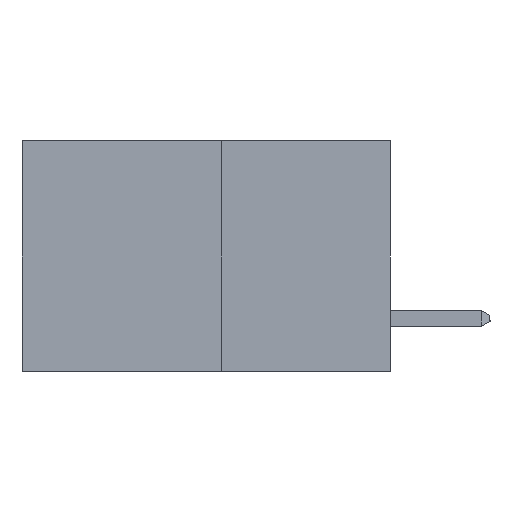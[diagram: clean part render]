
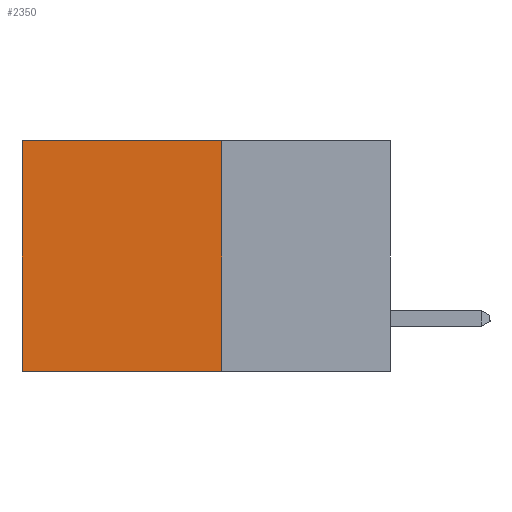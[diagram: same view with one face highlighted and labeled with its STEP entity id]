
A CAD part, left-side view. The second image highlights one B-rep face of the part: STEP entity #2350.
In plain terms, the highlighted planar face has unit normal (-1, 0, 0).
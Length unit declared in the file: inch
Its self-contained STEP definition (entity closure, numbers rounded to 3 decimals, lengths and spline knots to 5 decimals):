
#144 = EDGE_CURVE ( 'NONE', #9796, #6820, #4408, .T. ) ;
#796 = ORIENTED_EDGE ( 'NONE', *, *, #9599, .T. ) ;
#1129 = CARTESIAN_POINT ( 'NONE',  ( 0.277, 0.27, -0.37 ) ) ;
#2225 = CARTESIAN_POINT ( 'NONE',  ( 0.277, 0.27, 0. ) ) ;
#2280 = DIRECTION ( 'NONE',  ( 0., 0., -1. ) ) ;
#2350 = ADVANCED_FACE ( 'NONE', ( #6988 ), #5597, .F. ) ;
#2669 = DIRECTION ( 'NONE',  ( 0., 1., 0. ) ) ;
#3334 = VECTOR ( 'NONE', #6257, 39.37008 ) ;
#4067 = VECTOR ( 'NONE', #11427, 39.37008 ) ;
#4327 = EDGE_CURVE ( 'NONE', #11270, #13262, #7419, .T. ) ;
#4408 = LINE ( 'NONE', #10252, #4067 ) ;
#4513 = CARTESIAN_POINT ( 'NONE',  ( 0.277, 0.27, -0.37 ) ) ;
#5103 = AXIS2_PLACEMENT_3D ( 'NONE', #11598, #11691, #7120 ) ;
#5401 = VECTOR ( 'NONE', #2280, 39.37008 ) ;
#5597 = PLANE ( 'NONE',  #5103 ) ;
#6045 = EDGE_LOOP ( 'NONE', ( #796, #6475, #10876, #11385 ) ) ;
#6193 = LINE ( 'NONE', #10516, #3334 ) ;
#6257 = DIRECTION ( 'NONE',  ( 0., 0., -1. ) ) ;
#6475 = ORIENTED_EDGE ( 'NONE', *, *, #144, .F. ) ;
#6820 = VERTEX_POINT ( 'NONE', #11952 ) ;
#6988 = FACE_OUTER_BOUND ( 'NONE', #6045, .T. ) ;
#7120 = DIRECTION ( 'NONE',  ( 0., 0., -1. ) ) ;
#7419 = LINE ( 'NONE', #13259, #13200 ) ;
#8597 = EDGE_CURVE ( 'NONE', #11270, #9796, #13971, .T. ) ;
#9599 = EDGE_CURVE ( 'NONE', #13262, #6820, #6193, .T. ) ;
#9796 = VERTEX_POINT ( 'NONE', #1129 ) ;
#10252 = CARTESIAN_POINT ( 'NONE',  ( 0.277, 0.27, -0.37 ) ) ;
#10516 = CARTESIAN_POINT ( 'NONE',  ( 0.277, 0.59, -0.37 ) ) ;
#10876 = ORIENTED_EDGE ( 'NONE', *, *, #8597, .F. ) ;
#11270 = VERTEX_POINT ( 'NONE', #2225 ) ;
#11385 = ORIENTED_EDGE ( 'NONE', *, *, #4327, .T. ) ;
#11427 = DIRECTION ( 'NONE',  ( 0., 1., 0. ) ) ;
#11598 = CARTESIAN_POINT ( 'NONE',  ( 0.277, 0.27, -0.37 ) ) ;
#11691 = DIRECTION ( 'NONE',  ( 1., 0., 0. ) ) ;
#11952 = CARTESIAN_POINT ( 'NONE',  ( 0.277, 0.59, -0.37 ) ) ;
#12976 = CARTESIAN_POINT ( 'NONE',  ( 0.277, 0.59, 0. ) ) ;
#13200 = VECTOR ( 'NONE', #2669, 39.37008 ) ;
#13259 = CARTESIAN_POINT ( 'NONE',  ( 0.277, 0.27, 0. ) ) ;
#13262 = VERTEX_POINT ( 'NONE', #12976 ) ;
#13971 = LINE ( 'NONE', #4513, #5401 ) ;
